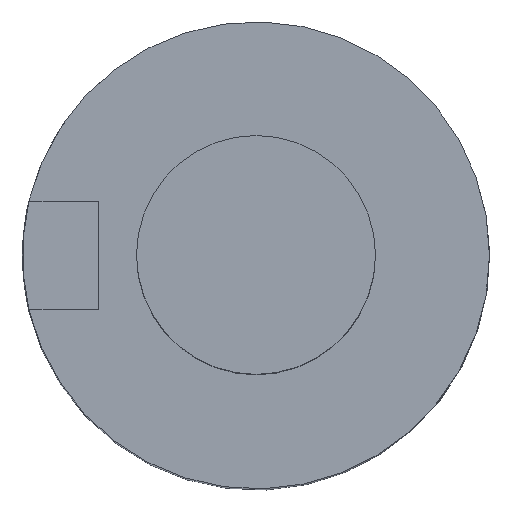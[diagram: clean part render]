
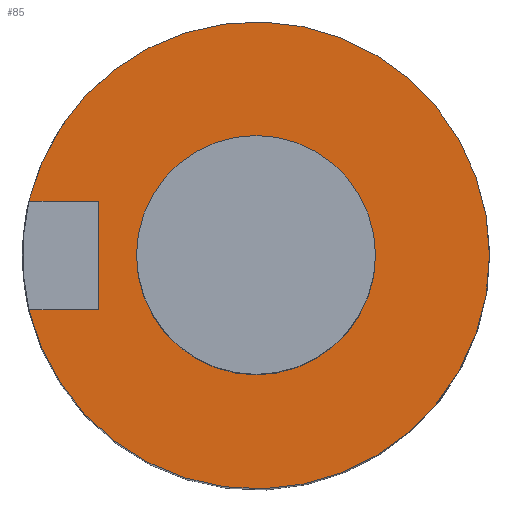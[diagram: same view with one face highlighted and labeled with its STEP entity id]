
A CAD part, top view. The second image highlights one B-rep face of the part: STEP entity #85.
In plain terms, the highlighted planar face has unit normal (0, 0, 1).
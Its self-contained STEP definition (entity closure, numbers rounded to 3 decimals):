
#85=ADVANCED_FACE('',(#133),#108,.T.);
#108=PLANE('',#556);
#133=FACE_OUTER_BOUND('',#163,.T.);
#163=EDGE_LOOP('',(#254,#255,#256,#257));
#179=CIRCLE('',#541,21.5);
#254=ORIENTED_EDGE('',*,*,#391,.T.);
#255=ORIENTED_EDGE('',*,*,#392,.T.);
#256=ORIENTED_EDGE('',*,*,#363,.T.);
#257=ORIENTED_EDGE('',*,*,#393,.T.);
#318=VERTEX_POINT('',#751);
#319=VERTEX_POINT('',#752);
#340=VERTEX_POINT('',#820);
#341=VERTEX_POINT('',#821);
#363=EDGE_CURVE('',#318,#319,#179,.T.);
#391=EDGE_CURVE('',#340,#341,#437,.T.);
#392=EDGE_CURVE('',#341,#318,#438,.T.);
#393=EDGE_CURVE('',#319,#340,#439,.T.);
#437=LINE('',#819,#482);
#438=LINE('',#822,#483);
#439=LINE('',#823,#484);
#482=VECTOR('',#660,1.);
#483=VECTOR('',#661,1.);
#484=VECTOR('',#662,1.);
#541=AXIS2_PLACEMENT_3D('',#750,#612,#613);
#556=AXIS2_PLACEMENT_3D('',#824,#663,#664);
#612=DIRECTION('',(0.,0.,1.));
#613=DIRECTION('',(0.,1.,0.));
#660=DIRECTION('',(0.,-1.,0.));
#661=DIRECTION('',(-1.,0.,0.));
#662=DIRECTION('',(1.,0.,0.));
#663=DIRECTION('',(0.,0.,1.));
#664=DIRECTION('',(-0.424,-0.906,0.));
#750=CARTESIAN_POINT('',(0.,0.,0.));
#751=CARTESIAN_POINT('',(-20.911,-5.,0.));
#752=CARTESIAN_POINT('',(-20.911,5.,0.));
#819=CARTESIAN_POINT('',(-14.5,0.,0.));
#820=CARTESIAN_POINT('',(-14.5,5.,0.));
#821=CARTESIAN_POINT('',(-14.5,-5.,0.));
#822=CARTESIAN_POINT('',(0.,-5.,0.));
#823=CARTESIAN_POINT('',(0.,5.,0.));
#824=CARTESIAN_POINT('',(0.,0.,0.));
